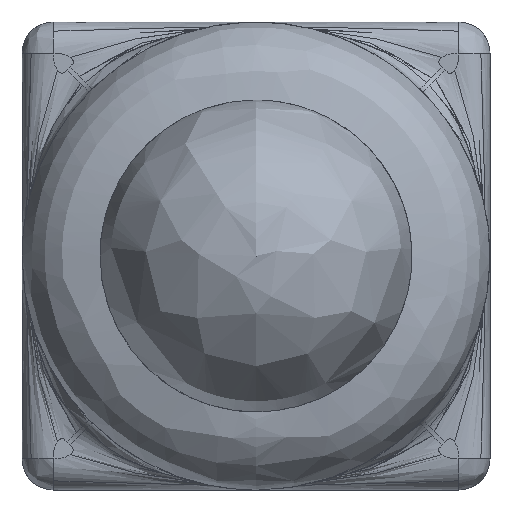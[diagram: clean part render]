
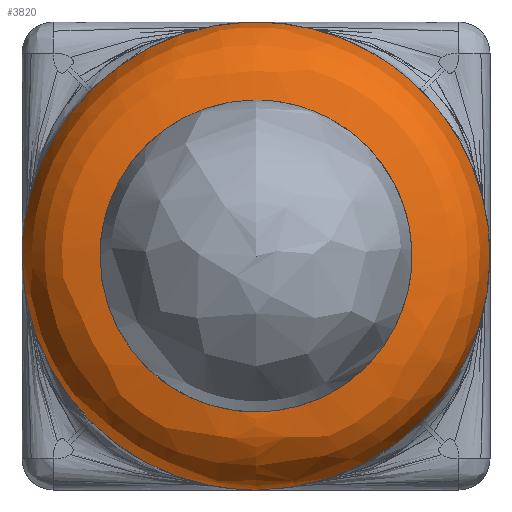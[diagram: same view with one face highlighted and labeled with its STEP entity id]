
A CAD part, front view. The second image highlights one B-rep face of the part: STEP entity #3820.
In plain terms, the highlighted free-form (B-spline) face has degree [2, 2] with [9, 3] control points.
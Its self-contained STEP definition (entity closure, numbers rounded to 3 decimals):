
#3498 = VERTEX_POINT('',#3499);
#3499 = CARTESIAN_POINT('',(-0.812,0.271,
    0.));
#3504 = EDGE_CURVE('',#3505,#3498,#3507,.T.);
#3505 = VERTEX_POINT('',#3506);
#3506 = CARTESIAN_POINT('',(0.,0.271,
    -0.812));
#3507 = ( BOUNDED_CURVE() B_SPLINE_CURVE(2,(#3508,#3509,#3510,#3511,
#3512),.UNSPECIFIED.,.F.,.F.) B_SPLINE_CURVE_WITH_KNOTS((3,2,3),(
    4.712,7.069,9.425),
.PIECEWISE_BEZIER_KNOTS.) CURVE() GEOMETRIC_REPRESENTATION_ITEM() 
RATIONAL_B_SPLINE_CURVE((1.,0.383,1.,0.383,1.)) 
REPRESENTATION_ITEM('') );
#3508 = CARTESIAN_POINT('',(0.,0.271,
    -0.812));
#3509 = CARTESIAN_POINT('',(1.961,0.271,-0.812
    ));
#3510 = CARTESIAN_POINT('',(0.574,0.271,0.574)
  );
#3511 = CARTESIAN_POINT('',(-0.812,0.271,1.961
    ));
#3512 = CARTESIAN_POINT('',(-0.812,0.271,
    0.));
#3514 = EDGE_CURVE('',#3498,#3505,#3515,.T.);
#3515 = ( BOUNDED_CURVE() B_SPLINE_CURVE(2,(#3516,#3517,#3518),
.UNSPECIFIED.,.F.,.F.) B_SPLINE_CURVE_WITH_KNOTS((3,3),(3.142,
4.712),.PIECEWISE_BEZIER_KNOTS.) CURVE() 
GEOMETRIC_REPRESENTATION_ITEM() RATIONAL_B_SPLINE_CURVE((1.,
0.707,1.)) REPRESENTATION_ITEM('') );
#3516 = CARTESIAN_POINT('',(-0.812,0.271,
    0.));
#3517 = CARTESIAN_POINT('',(-0.812,0.271,
    -0.812));
#3518 = CARTESIAN_POINT('',(0.,0.271,
    -0.812));
#3820 = ADVANCED_FACE('',(#3821),#3850,.T.);
#3821 = FACE_BOUND('',#3822,.T.);
#3822 = EDGE_LOOP('',(#3823,#3824,#3832,#3840,#3848,#3849));
#3823 = ORIENTED_EDGE('',*,*,#3514,.T.);
#3824 = ORIENTED_EDGE('',*,*,#3825,.T.);
#3825 = EDGE_CURVE('',#3505,#3826,#3828,.T.);
#3826 = VERTEX_POINT('',#3827);
#3827 = CARTESIAN_POINT('',(0.,0.,-0.541));
#3828 = ( BOUNDED_CURVE() B_SPLINE_CURVE(2,(#3829,#3830,#3831),
.UNSPECIFIED.,.F.,.F.) B_SPLINE_CURVE_WITH_KNOTS((3,3),(0.,
1.571),.PIECEWISE_BEZIER_KNOTS.) CURVE() 
GEOMETRIC_REPRESENTATION_ITEM() RATIONAL_B_SPLINE_CURVE((1.,
0.707,1.)) REPRESENTATION_ITEM('') );
#3829 = CARTESIAN_POINT('',(0.,0.271,
    -0.812));
#3830 = CARTESIAN_POINT('',(0.,0.,
    -0.812));
#3831 = CARTESIAN_POINT('',(0.,0.,-0.541));
#3832 = ORIENTED_EDGE('',*,*,#3833,.F.);
#3833 = EDGE_CURVE('',#3834,#3826,#3836,.T.);
#3834 = VERTEX_POINT('',#3835);
#3835 = CARTESIAN_POINT('',(-0.541,0.,0.));
#3836 = ( BOUNDED_CURVE() B_SPLINE_CURVE(2,(#3837,#3838,#3839),
.UNSPECIFIED.,.F.,.F.) B_SPLINE_CURVE_WITH_KNOTS((3,3),(3.142,
4.712),.PIECEWISE_BEZIER_KNOTS.) CURVE() 
GEOMETRIC_REPRESENTATION_ITEM() RATIONAL_B_SPLINE_CURVE((1.,
0.707,1.)) REPRESENTATION_ITEM('') );
#3837 = CARTESIAN_POINT('',(-0.541,0.,0.));
#3838 = CARTESIAN_POINT('',(-0.541,0.,-0.541));
#3839 = CARTESIAN_POINT('',(0.,0.,-0.541));
#3840 = ORIENTED_EDGE('',*,*,#3841,.F.);
#3841 = EDGE_CURVE('',#3826,#3834,#3842,.T.);
#3842 = ( BOUNDED_CURVE() B_SPLINE_CURVE(2,(#3843,#3844,#3845,#3846,
#3847),.UNSPECIFIED.,.F.,.F.) B_SPLINE_CURVE_WITH_KNOTS((3,2,3),(
    4.712,7.069,9.425),
.PIECEWISE_BEZIER_KNOTS.) CURVE() GEOMETRIC_REPRESENTATION_ITEM() 
RATIONAL_B_SPLINE_CURVE((1.,0.383,1.,0.383,1.)) 
REPRESENTATION_ITEM('') );
#3843 = CARTESIAN_POINT('',(0.,0.,-0.541));
#3844 = CARTESIAN_POINT('',(1.307,0.,-0.541));
#3845 = CARTESIAN_POINT('',(0.383,0.,0.383));
#3846 = CARTESIAN_POINT('',(-0.541,0.,1.307));
#3847 = CARTESIAN_POINT('',(-0.541,0.,0.));
#3848 = ORIENTED_EDGE('',*,*,#3825,.F.);
#3849 = ORIENTED_EDGE('',*,*,#3504,.T.);
#3850 = ( BOUNDED_SURFACE() B_SPLINE_SURFACE(2,2,(
    (#3851,#3852,#3853)
    ,(#3854,#3855,#3856)
    ,(#3857,#3858,#3859)
    ,(#3860,#3861,#3862)
    ,(#3863,#3864,#3865)
    ,(#3866,#3867,#3868)
    ,(#3869,#3870,#3871)
    ,(#3872,#3873,#3874)
    ,(#3875,#3876,#3877
)),.UNSPECIFIED.,.T.,.F.,.F.) B_SPLINE_SURFACE_WITH_KNOTS((3,2,2,2,3),(3
    ,3),(-3.142,-2.094,0.,2.094,3.142)
  ,(4.712,6.283),.UNSPECIFIED.) 
GEOMETRIC_REPRESENTATION_ITEM() RATIONAL_B_SPLINE_SURFACE((
    (0.75,0.53,0.75)
    ,(0.75,0.53,0.75)
    ,(1.,0.707,1.)
    ,(0.5,0.354,0.5)
    ,(1.,0.707,1.)
    ,(0.5,0.354,0.5)
    ,(1.,0.707,1.)
    ,(0.75,0.53,0.75)
,(0.75,0.53,0.75))) REPRESENTATION_ITEM('') SURFACE() );
#3851 = CARTESIAN_POINT('',(0.,0.,-0.541));
#3852 = CARTESIAN_POINT('',(0.,0.,
    -0.812));
#3853 = CARTESIAN_POINT('',(0.,0.271,-0.812));
#3854 = CARTESIAN_POINT('',(-0.313,0.,-0.541));
#3855 = CARTESIAN_POINT('',(-0.469,0.,
    -0.812));
#3856 = CARTESIAN_POINT('',(-0.469,0.271,
    -0.812));
#3857 = CARTESIAN_POINT('',(-0.469,0.,-0.271));
#3858 = CARTESIAN_POINT('',(-0.703,0.,
    -0.406));
#3859 = CARTESIAN_POINT('',(-0.703,0.271,-0.406
    ));
#3860 = CARTESIAN_POINT('',(-0.938,0.,0.541));
#3861 = CARTESIAN_POINT('',(-1.407,0.,
    0.812));
#3862 = CARTESIAN_POINT('',(-1.407,0.271,0.812
    ));
#3863 = CARTESIAN_POINT('',(0.,0.,0.541));
#3864 = CARTESIAN_POINT('',(0.,0.,0.812));
#3865 = CARTESIAN_POINT('',(0.,0.271,0.812));
#3866 = CARTESIAN_POINT('',(0.938,0.,0.541));
#3867 = CARTESIAN_POINT('',(1.407,0.,
    0.812));
#3868 = CARTESIAN_POINT('',(1.407,0.271,0.812)
  );
#3869 = CARTESIAN_POINT('',(0.469,0.,-0.271));
#3870 = CARTESIAN_POINT('',(0.703,0.,
    -0.406));
#3871 = CARTESIAN_POINT('',(0.703,0.271,-0.406)
  );
#3872 = CARTESIAN_POINT('',(0.313,0.,-0.541));
#3873 = CARTESIAN_POINT('',(0.469,0.,
    -0.812));
#3874 = CARTESIAN_POINT('',(0.469,0.271,-0.812
    ));
#3875 = CARTESIAN_POINT('',(0.,0.,-0.541));
#3876 = CARTESIAN_POINT('',(0.,0.,
    -0.812));
#3877 = CARTESIAN_POINT('',(0.,0.271,-0.812));
